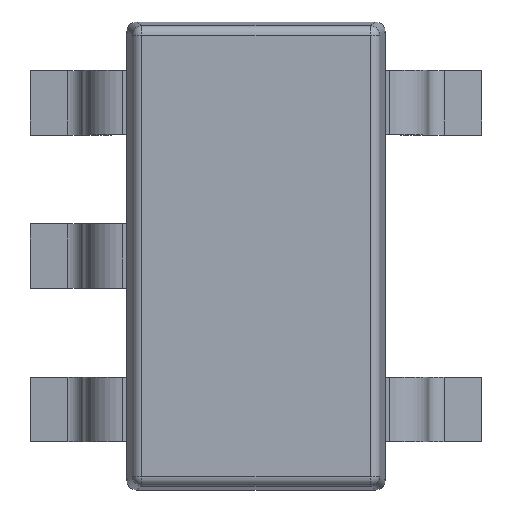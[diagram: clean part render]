
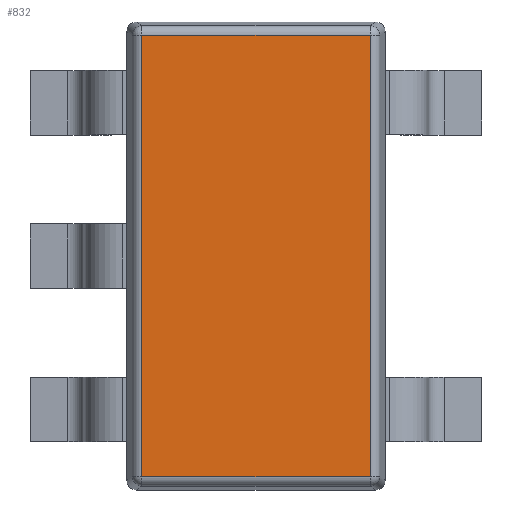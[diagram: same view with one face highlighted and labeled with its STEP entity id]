
A CAD part, top view. The second image highlights one B-rep face of the part: STEP entity #832.
In plain terms, the highlighted face is planar.
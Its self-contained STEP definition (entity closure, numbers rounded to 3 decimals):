
#30=DIRECTION('',(0.,0.,1.));
#31=VECTOR('',#30,1.415);
#32=CARTESIAN_POINT('',(-1.367,0.24,-0.707));
#33=LINE('',#32,#31);
#38=DIRECTION('',(-1.,0.,0.));
#39=VECTOR('',#38,2.735);
#40=CARTESIAN_POINT('',(1.367,0.24,-0.707));
#41=LINE('',#40,#39);
#45=DIRECTION('',(0.,0.,-1.));
#46=VECTOR('',#45,1.415);
#47=CARTESIAN_POINT('',(1.367,0.24,0.707));
#48=LINE('',#47,#46);
#52=DIRECTION('',(1.,0.,0.));
#53=VECTOR('',#52,2.735);
#54=CARTESIAN_POINT('',(-1.367,0.24,0.707));
#55=LINE('',#54,#53);
#747=CARTESIAN_POINT('',(-1.367,0.24,-0.707));
#748=CARTESIAN_POINT('',(-1.367,0.24,0.707));
#749=VERTEX_POINT('',#747);
#750=VERTEX_POINT('',#748);
#751=CARTESIAN_POINT('',(1.367,0.24,-0.707));
#752=VERTEX_POINT('',#751);
#786=CARTESIAN_POINT('',(1.367,0.24,0.707));
#787=VERTEX_POINT('',#786);
#817=CARTESIAN_POINT('',(0.,0.24,0.));
#818=DIRECTION('',(0.,1.,0.));
#819=DIRECTION('',(1.,0.,0.));
#820=AXIS2_PLACEMENT_3D('',#817,#818,#819);
#821=PLANE('',#820);
#823=ORIENTED_EDGE('',*,*,#822,.F.);
#825=ORIENTED_EDGE('',*,*,#824,.F.);
#827=ORIENTED_EDGE('',*,*,#826,.F.);
#829=ORIENTED_EDGE('',*,*,#828,.F.);
#830=EDGE_LOOP('',(#823,#825,#827,#829));
#831=FACE_OUTER_BOUND('',#830,.F.);
#832=ADVANCED_FACE('',(#831),#821,.T.);
#822=EDGE_CURVE('',#749,#750,#33,.T.);
#824=EDGE_CURVE('',#752,#749,#41,.T.);
#826=EDGE_CURVE('',#787,#752,#48,.T.);
#828=EDGE_CURVE('',#750,#787,#55,.T.);
